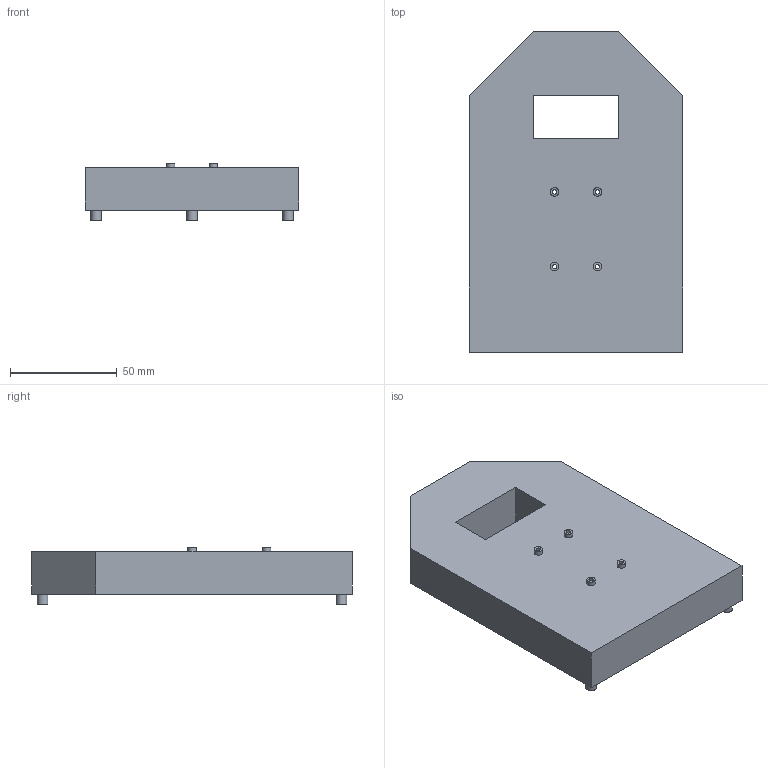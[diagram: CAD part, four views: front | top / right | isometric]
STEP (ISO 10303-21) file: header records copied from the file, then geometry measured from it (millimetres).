
FILE_DESCRIPTION(/* description */ (''),/* implementation_level */ '2;1');
FILE_NAME(/* name */ 'f38ddcf7-36df-495e-919d-4d7e24bf7335.stp',/* time_stamp */ '2023-10-08T05:41:56Z',/* author */ (''),/* organization */ (''),/* preprocessor_version */ 'ST-DEVELOPER v20',/* originating_system */ 'Autodesk Translation Framework v12.14.0.127',/* authorisation */ '');
FILE_SCHEMA (('AUTOMOTIVE_DESIGN { 1 0 10303 214 3 1 1 }'));
Length unit declared in the file: millimetre
Products named in the file (1): Top
Bounding box: 100 x 150 x 27 mm (x, y, z)
Volume: 266118.9 mm3; surface area: 39161 mm2
Topology: 1 solids, 1 shells, 30 faces, 63 edges, 42 vertices
Faces by surface type: plane 19, cylinder 11
Full cylindrical faces by diameter (mm): 2 x4, 4 x4, 5 x3
Entity records: 862 total; most frequent: DIRECTION 147, CARTESIAN_POINT 136, ORIENTED_EDGE 126, EDGE_CURVE 63, AXIS2_PLACEMENT_3D 53, EDGE_LOOP 47, VERTEX_POINT 42, LINE 41
